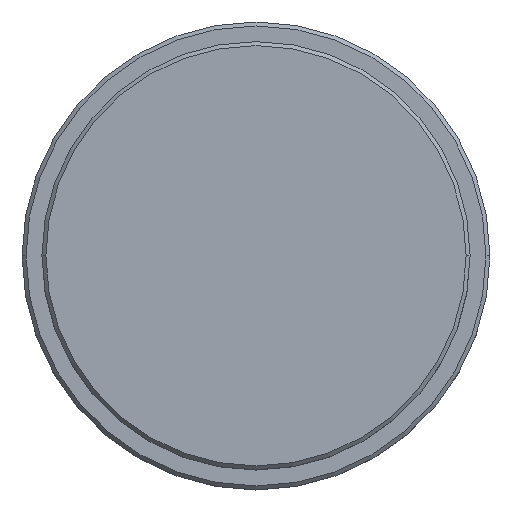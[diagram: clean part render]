
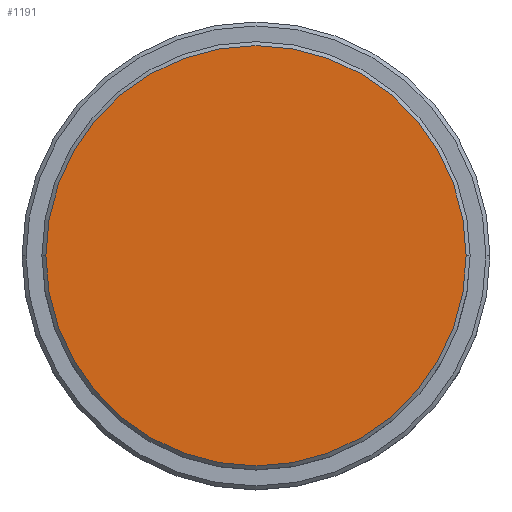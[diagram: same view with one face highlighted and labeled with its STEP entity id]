
A CAD part, top view. The second image highlights one B-rep face of the part: STEP entity #1191.
In plain terms, the highlighted planar face has unit normal (0, 0, 1).
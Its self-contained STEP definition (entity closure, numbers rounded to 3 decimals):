
#42 = AXIS2_PLACEMENT_3D ( 'NONE', #1396, #843, #1261 ) ;
#130 = EDGE_CURVE ( 'NONE', #1285, #708, #476, .T. ) ;
#309 = CIRCLE ( 'NONE', #920, 26.5 ) ;
#356 = DIRECTION ( 'NONE',  ( 1., 0., 0. ) ) ;
#374 = ORIENTED_EDGE ( 'NONE', *, *, #954, .T. ) ;
#407 = CARTESIAN_POINT ( 'NONE',  ( 26.5, 0., 0. ) ) ;
#440 = CARTESIAN_POINT ( 'NONE',  ( 0., 0., 0. ) ) ;
#476 = CIRCLE ( 'NONE', #42, 26.5 ) ;
#511 = DIRECTION ( 'NONE',  ( 0., 0., 1. ) ) ;
#539 = PLANE ( 'NONE',  #828 ) ;
#635 = CARTESIAN_POINT ( 'NONE',  ( 0., 0., 0. ) ) ;
#708 = VERTEX_POINT ( 'NONE', #407 ) ;
#729 = DIRECTION ( 'NONE',  ( 1., 0., 0. ) ) ;
#828 = AXIS2_PLACEMENT_3D ( 'NONE', #635, #511, #729 ) ;
#843 = DIRECTION ( 'NONE',  ( 0., 0., 1. ) ) ;
#866 = CARTESIAN_POINT ( 'NONE',  ( -26.5, 0., 0. ) ) ;
#920 = AXIS2_PLACEMENT_3D ( 'NONE', #440, #1234, #356 ) ;
#954 = EDGE_CURVE ( 'NONE', #708, #1285, #309, .T. ) ;
#959 = ORIENTED_EDGE ( 'NONE', *, *, #130, .T. ) ;
#1042 = EDGE_LOOP ( 'NONE', ( #959, #374 ) ) ;
#1191 = ADVANCED_FACE ( 'NONE', ( #1395 ), #539, .T. ) ;
#1234 = DIRECTION ( 'NONE',  ( 0., 0., 1. ) ) ;
#1261 = DIRECTION ( 'NONE',  ( 1., 0., 0. ) ) ;
#1285 = VERTEX_POINT ( 'NONE', #866 ) ;
#1395 = FACE_OUTER_BOUND ( 'NONE', #1042, .T. ) ;
#1396 = CARTESIAN_POINT ( 'NONE',  ( 0., 0., 0. ) ) ;
